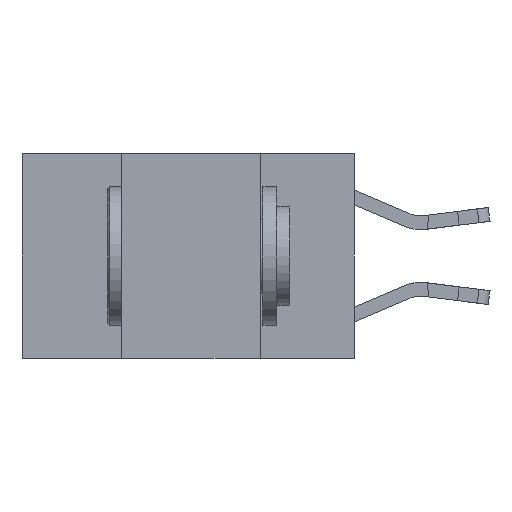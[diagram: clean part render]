
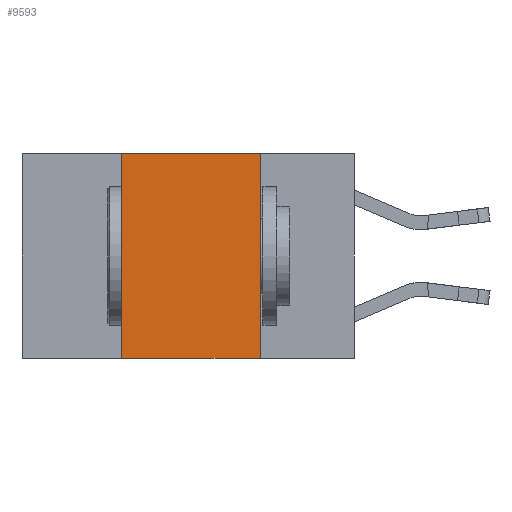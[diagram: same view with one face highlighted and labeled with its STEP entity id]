
A CAD part, left-side view. The second image highlights one B-rep face of the part: STEP entity #9593.
In plain terms, the highlighted planar face has unit normal (-1, 0, 0).
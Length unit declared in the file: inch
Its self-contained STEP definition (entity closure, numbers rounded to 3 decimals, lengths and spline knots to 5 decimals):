
#294 = VERTEX_POINT ( 'NONE', #12040 ) ;
#1604 = DIRECTION ( 'NONE',  ( 0., -1., 0. ) ) ;
#1635 = ORIENTED_EDGE ( 'NONE', *, *, #12809, .F. ) ;
#2219 = EDGE_CURVE ( 'NONE', #294, #12582, #11131, .T. ) ;
#2544 = VERTEX_POINT ( 'NONE', #6002 ) ;
#2596 = EDGE_CURVE ( 'NONE', #11975, #2544, #13654, .T. ) ;
#3013 = CARTESIAN_POINT ( 'NONE',  ( 0., 0.6, 0. ) ) ;
#3059 = CARTESIAN_POINT ( 'NONE',  ( 0., 0.17, -0.37 ) ) ;
#3193 = DIRECTION ( 'NONE',  ( 0., 0., -1. ) ) ;
#3659 = VECTOR ( 'NONE', #7770, 39.37008 ) ;
#3766 = VECTOR ( 'NONE', #1604, 39.37008 ) ;
#3990 = CARTESIAN_POINT ( 'NONE',  ( 0., 0.42, -0.37 ) ) ;
#4371 = EDGE_LOOP ( 'NONE', ( #10141, #1635, #13192, #12012 ) ) ;
#4379 = DIRECTION ( 'NONE',  ( 1., 0., 0. ) ) ;
#6002 = CARTESIAN_POINT ( 'NONE',  ( 0., 0.42, 0. ) ) ;
#7770 = DIRECTION ( 'NONE',  ( 0., 0., 1. ) ) ;
#8832 = CARTESIAN_POINT ( 'NONE',  ( 0., 0.17, 0. ) ) ;
#9529 = FACE_OUTER_BOUND ( 'NONE', #4371, .T. ) ;
#9593 = ADVANCED_FACE ( 'NONE', ( #9529 ), #10676, .F. ) ;
#10141 = ORIENTED_EDGE ( 'NONE', *, *, #2219, .F. ) ;
#10269 = EDGE_CURVE ( 'NONE', #11975, #12582, #15452, .T. ) ;
#10530 = DIRECTION ( 'NONE',  ( 0., -1., 0. ) ) ;
#10676 = PLANE ( 'NONE',  #13630 ) ;
#10919 = CARTESIAN_POINT ( 'NONE',  ( 0., 0.6, 0. ) ) ;
#11131 = LINE ( 'NONE', #8832, #14843 ) ;
#11975 = VERTEX_POINT ( 'NONE', #3990 ) ;
#12012 = ORIENTED_EDGE ( 'NONE', *, *, #10269, .T. ) ;
#12040 = CARTESIAN_POINT ( 'NONE',  ( 0., 0.17, 0. ) ) ;
#12070 = LINE ( 'NONE', #3013, #3766 ) ;
#12390 = CARTESIAN_POINT ( 'NONE',  ( 0., 0.42, 0. ) ) ;
#12582 = VERTEX_POINT ( 'NONE', #3059 ) ;
#12809 = EDGE_CURVE ( 'NONE', #2544, #294, #12070, .T. ) ;
#13192 = ORIENTED_EDGE ( 'NONE', *, *, #2596, .F. ) ;
#13630 = AXIS2_PLACEMENT_3D ( 'NONE', #10919, #4379, #3193 ) ;
#13654 = LINE ( 'NONE', #12390, #3659 ) ;
#13750 = DIRECTION ( 'NONE',  ( 0., 0., -1. ) ) ;
#14468 = CARTESIAN_POINT ( 'NONE',  ( 0., 0.6, -0.37 ) ) ;
#14738 = VECTOR ( 'NONE', #10530, 39.37008 ) ;
#14843 = VECTOR ( 'NONE', #13750, 39.37008 ) ;
#15452 = LINE ( 'NONE', #14468, #14738 ) ;
